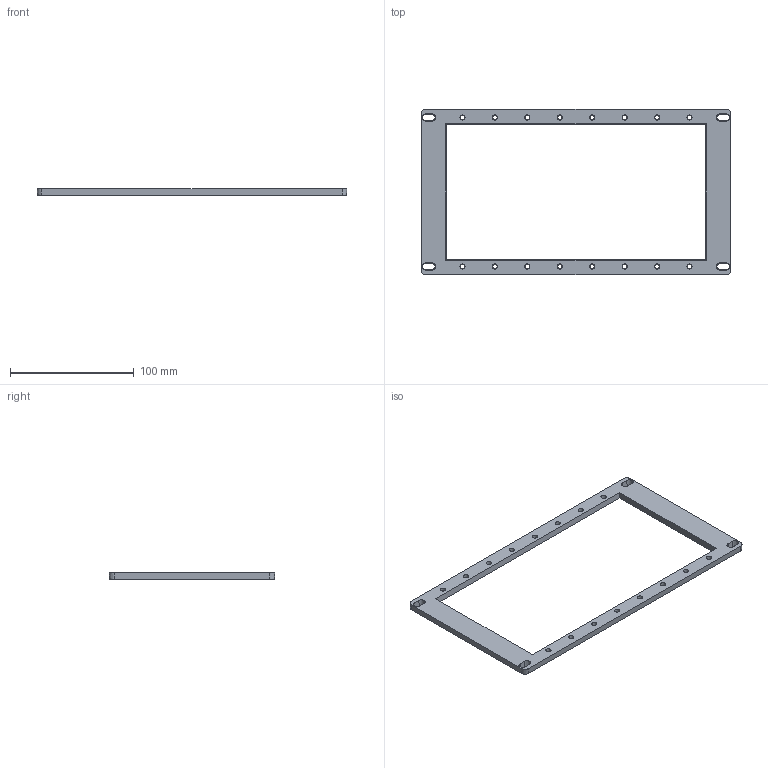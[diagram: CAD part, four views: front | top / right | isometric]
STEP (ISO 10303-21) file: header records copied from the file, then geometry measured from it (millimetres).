
FILE_DESCRIPTION(('FreeCAD Model'),'2;1');
FILE_NAME('Open CASCADE Shape Model','2025-05-22T02:50:21',(''),(''), 'Open CASCADE STEP processor 7.8','FreeCAD','Unknown');
FILE_SCHEMA(('AUTOMOTIVE_DESIGN { 1 0 10303 214 1 1 1 1 }'));
Length unit declared in the file: millimetre
Products named in the file (1): Font Pad
Bounding box: 250.7 x 134.05 x 5 mm (x, y, z)
Volume: 49292.3 mm3; surface area: 28258.2 mm2
Topology: 1 solids, 1 shells, 46 faces, 132 edges, 88 vertices
Faces by surface type: cone 28, plane 14, bspline 4
Entity records: 1594 total; most frequent: CARTESIAN_POINT 323, ORIENTED_EDGE 264, DIRECTION 230, EDGE_CURVE 132, AXIS2_PLACEMENT_3D 99, FACE_BOUND 88, EDGE_LOOP 88, VERTEX_POINT 88
